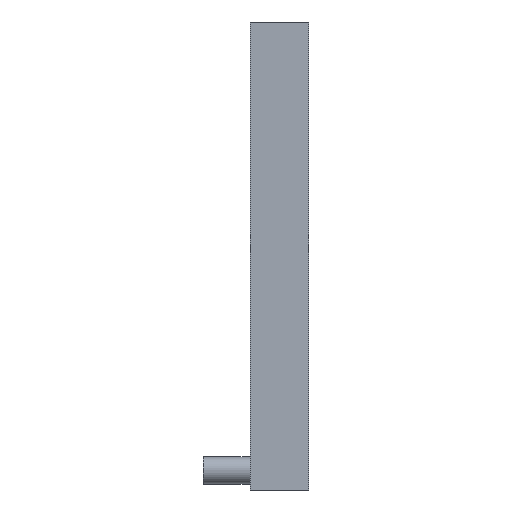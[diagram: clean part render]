
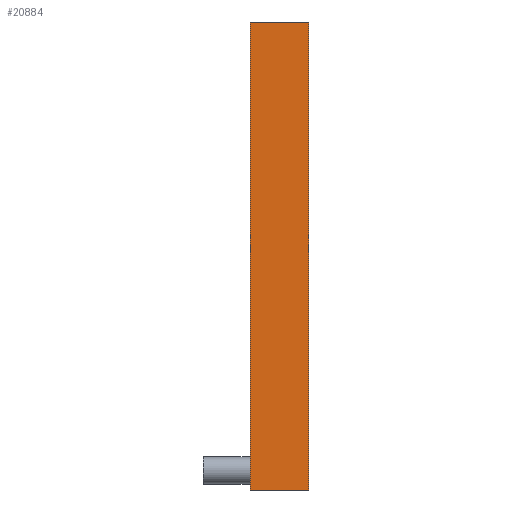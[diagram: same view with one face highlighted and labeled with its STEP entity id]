
A CAD part, left-side view. The second image highlights one B-rep face of the part: STEP entity #20884.
In plain terms, the highlighted planar face has unit normal (-1, 0, 0).
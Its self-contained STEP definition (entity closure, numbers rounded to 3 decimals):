
#44 = PLANE('',#45);
#45 = AXIS2_PLACEMENT_3D('',#46,#47,#48);
#46 = CARTESIAN_POINT('',(-105.,-230.,-60.));
#47 = DIRECTION('',(0.,1.,0.));
#48 = DIRECTION('',(1.,0.,0.));
#72 = PLANE('',#73);
#73 = AXIS2_PLACEMENT_3D('',#74,#75,#76);
#74 = CARTESIAN_POINT('',(0.,-239.565,60.));
#75 = DIRECTION('',(0.,0.,1.));
#76 = DIRECTION('',(1.,0.,0.));
#126 = PLANE('',#127);
#127 = AXIS2_PLACEMENT_3D('',#128,#129,#130);
#128 = CARTESIAN_POINT('',(0.,-239.565,-60.));
#129 = DIRECTION('',(0.,0.,1.));
#130 = DIRECTION('',(1.,0.,0.));
#141 = EDGE_CURVE('',#142,#144,#146,.T.);
#142 = VERTEX_POINT('',#143);
#143 = CARTESIAN_POINT('',(-105.,-230.,-60.));
#144 = VERTEX_POINT('',#145);
#145 = CARTESIAN_POINT('',(-105.,-230.,60.));
#146 = SURFACE_CURVE('',#147,(#151,#158),.PCURVE_S1.);
#147 = LINE('',#148,#149);
#148 = CARTESIAN_POINT('',(-105.,-230.,-60.));
#149 = VECTOR('',#150,1.);
#150 = DIRECTION('',(0.,0.,1.));
#151 = PCURVE('',#44,#152);
#152 = DEFINITIONAL_REPRESENTATION('',(#153),#157);
#153 = LINE('',#154,#155);
#154 = CARTESIAN_POINT('',(0.,0.));
#155 = VECTOR('',#156,1.);
#156 = DIRECTION('',(0.,-1.));
#157 = ( GEOMETRIC_REPRESENTATION_CONTEXT(2) 
PARAMETRIC_REPRESENTATION_CONTEXT() REPRESENTATION_CONTEXT('2D SPACE',''
  ) );
#158 = PCURVE('',#159,#164);
#159 = PLANE('',#160);
#160 = AXIS2_PLACEMENT_3D('',#161,#162,#163);
#161 = CARTESIAN_POINT('',(-105.,-245.,-60.));
#162 = DIRECTION('',(-1.,0.,0.));
#163 = DIRECTION('',(0.,1.,0.));
#164 = DEFINITIONAL_REPRESENTATION('',(#165),#169);
#165 = LINE('',#166,#167);
#166 = CARTESIAN_POINT('',(15.,0.));
#167 = VECTOR('',#168,1.);
#168 = DIRECTION('',(0.,-1.));
#169 = ( GEOMETRIC_REPRESENTATION_CONTEXT(2) 
PARAMETRIC_REPRESENTATION_CONTEXT() REPRESENTATION_CONTEXT('2D SPACE',''
  ) );
#20717 = VERTEX_POINT('',#20718);
#20718 = CARTESIAN_POINT('',(-105.,-245.,-60.));
#20732 = PLANE('',#20733);
#20733 = AXIS2_PLACEMENT_3D('',#20734,#20735,#20736);
#20734 = CARTESIAN_POINT('',(105.,-245.,-60.));
#20735 = DIRECTION('',(0.,-1.,0.));
#20736 = DIRECTION('',(-1.,0.,0.));
#20744 = EDGE_CURVE('',#20717,#142,#20745,.T.);
#20745 = SURFACE_CURVE('',#20746,(#20750,#20757),.PCURVE_S1.);
#20746 = LINE('',#20747,#20748);
#20747 = CARTESIAN_POINT('',(-105.,-245.,-60.));
#20748 = VECTOR('',#20749,1.);
#20749 = DIRECTION('',(0.,1.,0.));
#20750 = PCURVE('',#126,#20751);
#20751 = DEFINITIONAL_REPRESENTATION('',(#20752),#20756);
#20752 = LINE('',#20753,#20754);
#20753 = CARTESIAN_POINT('',(-105.,-5.435));
#20754 = VECTOR('',#20755,1.);
#20755 = DIRECTION('',(0.,1.));
#20756 = ( GEOMETRIC_REPRESENTATION_CONTEXT(2) 
PARAMETRIC_REPRESENTATION_CONTEXT() REPRESENTATION_CONTEXT('2D SPACE',''
  ) );
#20757 = PCURVE('',#159,#20758);
#20758 = DEFINITIONAL_REPRESENTATION('',(#20759),#20763);
#20759 = LINE('',#20760,#20761);
#20760 = CARTESIAN_POINT('',(0.,0.));
#20761 = VECTOR('',#20762,1.);
#20762 = DIRECTION('',(1.,0.));
#20763 = ( GEOMETRIC_REPRESENTATION_CONTEXT(2) 
PARAMETRIC_REPRESENTATION_CONTEXT() REPRESENTATION_CONTEXT('2D SPACE',''
  ) );
#20841 = VERTEX_POINT('',#20842);
#20842 = CARTESIAN_POINT('',(-105.,-245.,60.));
#20863 = EDGE_CURVE('',#20841,#144,#20864,.T.);
#20864 = SURFACE_CURVE('',#20865,(#20869,#20876),.PCURVE_S1.);
#20865 = LINE('',#20866,#20867);
#20866 = CARTESIAN_POINT('',(-105.,-245.,60.));
#20867 = VECTOR('',#20868,1.);
#20868 = DIRECTION('',(0.,1.,0.));
#20869 = PCURVE('',#72,#20870);
#20870 = DEFINITIONAL_REPRESENTATION('',(#20871),#20875);
#20871 = LINE('',#20872,#20873);
#20872 = CARTESIAN_POINT('',(-105.,-5.435));
#20873 = VECTOR('',#20874,1.);
#20874 = DIRECTION('',(0.,1.));
#20875 = ( GEOMETRIC_REPRESENTATION_CONTEXT(2) 
PARAMETRIC_REPRESENTATION_CONTEXT() REPRESENTATION_CONTEXT('2D SPACE',''
  ) );
#20876 = PCURVE('',#159,#20877);
#20877 = DEFINITIONAL_REPRESENTATION('',(#20878),#20882);
#20878 = LINE('',#20879,#20880);
#20879 = CARTESIAN_POINT('',(0.,-120.));
#20880 = VECTOR('',#20881,1.);
#20881 = DIRECTION('',(1.,0.));
#20882 = ( GEOMETRIC_REPRESENTATION_CONTEXT(2) 
PARAMETRIC_REPRESENTATION_CONTEXT() REPRESENTATION_CONTEXT('2D SPACE',''
  ) );
#20884 = ADVANCED_FACE('',(#20885),#159,.T.);
#20885 = FACE_BOUND('',#20886,.T.);
#20886 = EDGE_LOOP('',(#20887,#20908,#20909,#20910));
#20887 = ORIENTED_EDGE('',*,*,#20888,.T.);
#20888 = EDGE_CURVE('',#20717,#20841,#20889,.T.);
#20889 = SURFACE_CURVE('',#20890,(#20894,#20901),.PCURVE_S1.);
#20890 = LINE('',#20891,#20892);
#20891 = CARTESIAN_POINT('',(-105.,-245.,-60.));
#20892 = VECTOR('',#20893,1.);
#20893 = DIRECTION('',(0.,0.,1.));
#20894 = PCURVE('',#159,#20895);
#20895 = DEFINITIONAL_REPRESENTATION('',(#20896),#20900);
#20896 = LINE('',#20897,#20898);
#20897 = CARTESIAN_POINT('',(0.,0.));
#20898 = VECTOR('',#20899,1.);
#20899 = DIRECTION('',(0.,-1.));
#20900 = ( GEOMETRIC_REPRESENTATION_CONTEXT(2) 
PARAMETRIC_REPRESENTATION_CONTEXT() REPRESENTATION_CONTEXT('2D SPACE',''
  ) );
#20901 = PCURVE('',#20732,#20902);
#20902 = DEFINITIONAL_REPRESENTATION('',(#20903),#20907);
#20903 = LINE('',#20904,#20905);
#20904 = CARTESIAN_POINT('',(210.,0.));
#20905 = VECTOR('',#20906,1.);
#20906 = DIRECTION('',(0.,-1.));
#20907 = ( GEOMETRIC_REPRESENTATION_CONTEXT(2) 
PARAMETRIC_REPRESENTATION_CONTEXT() REPRESENTATION_CONTEXT('2D SPACE',''
  ) );
#20908 = ORIENTED_EDGE('',*,*,#20863,.T.);
#20909 = ORIENTED_EDGE('',*,*,#141,.F.);
#20910 = ORIENTED_EDGE('',*,*,#20744,.F.);
